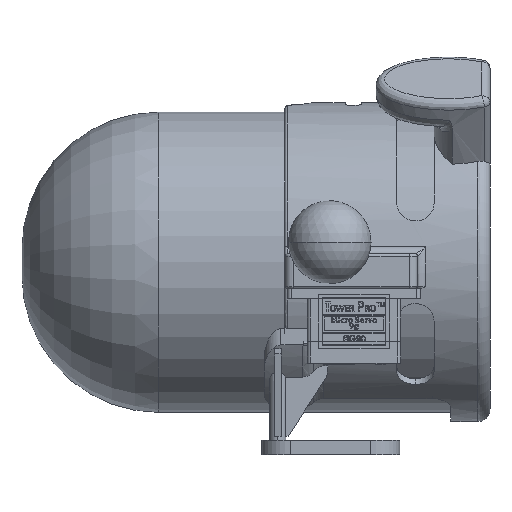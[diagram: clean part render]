
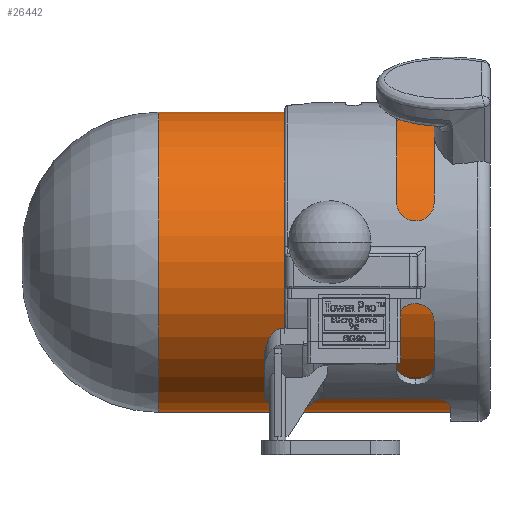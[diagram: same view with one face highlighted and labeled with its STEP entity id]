
A CAD part, left-side view. The second image highlights one B-rep face of the part: STEP entity #26442.
In plain terms, the highlighted cylindrical face has radius 36.25 mm (diameter 72.5 mm), a partial arc.
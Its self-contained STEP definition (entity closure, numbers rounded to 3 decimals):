
#960 = DIRECTION ( 'NONE',  ( 0., -1., 0. ) ) ;
#1549 = ORIENTED_EDGE ( 'NONE', *, *, #21063, .T. ) ;
#1952 = CIRCLE ( 'NONE', #12345, 36.25 ) ;
#2466 = VERTEX_POINT ( 'NONE', #14829 ) ;
#2541 = CARTESIAN_POINT ( 'NONE',  ( 0., 110., -36.25 ) ) ;
#2918 = LINE ( 'NONE', #41869, #20541 ) ;
#3141 = EDGE_CURVE ( 'NONE', #2466, #11281, #2918, .T. ) ;
#4832 = DIRECTION ( 'NONE',  ( 0., -1., 0. ) ) ;
#6427 = EDGE_CURVE ( 'NONE', #8144, #33793, #11548, .T. ) ;
#6433 = CARTESIAN_POINT ( 'NONE',  ( 0., 0., 0. ) ) ;
#6442 = DIRECTION ( 'NONE',  ( 0., -1., 0. ) ) ;
#8144 = VERTEX_POINT ( 'NONE', #23043 ) ;
#8959 = FACE_OUTER_BOUND ( 'NONE', #34229, .T. ) ;
#9575 = CARTESIAN_POINT ( 'NONE',  ( 0., 77., 0. ) ) ;
#10396 = ORIENTED_EDGE ( 'NONE', *, *, #20047, .T. ) ;
#10575 = CIRCLE ( 'NONE', #38109, 36.25 ) ;
#11281 = VERTEX_POINT ( 'NONE', #41896 ) ;
#11548 = LINE ( 'NONE', #2541, #29205 ) ;
#12345 = AXIS2_PLACEMENT_3D ( 'NONE', #6433, #13295, #30760 ) ;
#13295 = DIRECTION ( 'NONE',  ( 0., 1., 0. ) ) ;
#14829 = CARTESIAN_POINT ( 'NONE',  ( 0., 77., 36.25 ) ) ;
#17211 = CARTESIAN_POINT ( 'NONE',  ( 0., 0., -36.25 ) ) ;
#20047 = EDGE_CURVE ( 'NONE', #2466, #8144, #10575, .T. ) ;
#20541 = VECTOR ( 'NONE', #960, 1000. ) ;
#21063 = EDGE_CURVE ( 'NONE', #33793, #11281, #1952, .T. ) ;
#21326 = ORIENTED_EDGE ( 'NONE', *, *, #6427, .T. ) ;
#23043 = CARTESIAN_POINT ( 'NONE',  ( 0., 77., -36.25 ) ) ;
#26161 = DIRECTION ( 'NONE',  ( 0., -1., 0. ) ) ;
#26442 = ADVANCED_FACE ( 'NONE', ( #8959 ), #31411, .T. ) ;
#29205 = VECTOR ( 'NONE', #26161, 1000. ) ;
#30760 = DIRECTION ( 'NONE',  ( 0., 0., 1. ) ) ;
#31411 = CYLINDRICAL_SURFACE ( 'NONE', #34413, 36.25 ) ;
#32331 = CARTESIAN_POINT ( 'NONE',  ( 0., 110., 0. ) ) ;
#33793 = VERTEX_POINT ( 'NONE', #17211 ) ;
#34229 = EDGE_LOOP ( 'NONE', ( #40225, #10396, #21326, #1549 ) ) ;
#34413 = AXIS2_PLACEMENT_3D ( 'NONE', #32331, #4832, #42321 ) ;
#38109 = AXIS2_PLACEMENT_3D ( 'NONE', #9575, #6442, #40953 ) ;
#40225 = ORIENTED_EDGE ( 'NONE', *, *, #3141, .F. ) ;
#40953 = DIRECTION ( 'NONE',  ( 0., 0., 1. ) ) ;
#41869 = CARTESIAN_POINT ( 'NONE',  ( 0., 110., 36.25 ) ) ;
#41896 = CARTESIAN_POINT ( 'NONE',  ( 0., 0., 36.25 ) ) ;
#42321 = DIRECTION ( 'NONE',  ( 0., 0., -1. ) ) ;
